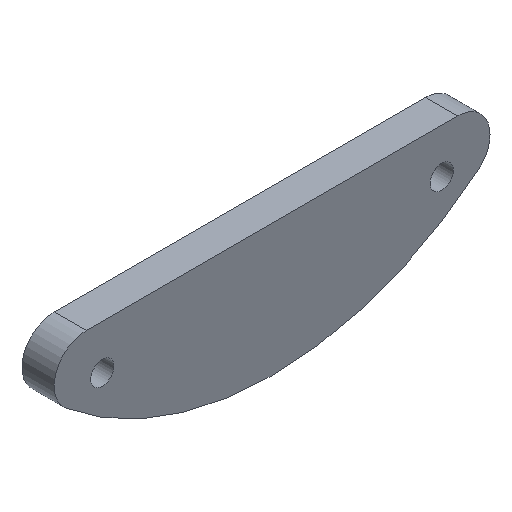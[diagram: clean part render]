
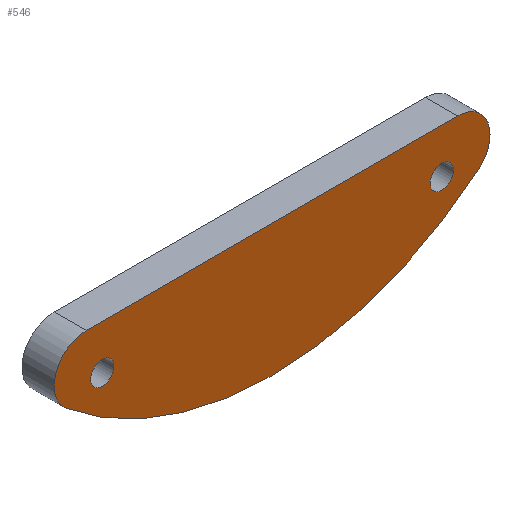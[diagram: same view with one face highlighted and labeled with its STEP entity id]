
A CAD part, isometric view. The second image highlights one B-rep face of the part: STEP entity #546.
In plain terms, the highlighted planar face has unit normal (0, -1, 0).
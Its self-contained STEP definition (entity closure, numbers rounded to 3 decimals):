
#24 = VERTEX_POINT('',#25);
#25 = CARTESIAN_POINT('',(-44.995,-7.,-12.362));
#32 = CYLINDRICAL_SURFACE('',#33,70.);
#33 = AXIS2_PLACEMENT_3D('',#34,#35,#36);
#34 = CARTESIAN_POINT('',(0.,0.,41.261));
#35 = DIRECTION('',(-0.,1.,0.));
#36 = DIRECTION('',(1.,0.,0.));
#44 = CYLINDRICAL_SURFACE('',#45,7.);
#45 = AXIS2_PLACEMENT_3D('',#46,#47,#48);
#46 = CARTESIAN_POINT('',(-40.496,0.,-7.));
#47 = DIRECTION('',(-0.,1.,0.));
#48 = DIRECTION('',(1.,0.,0.));
#56 = EDGE_CURVE('',#24,#57,#59,.T.);
#57 = VERTEX_POINT('',#58);
#58 = CARTESIAN_POINT('',(44.995,-7.,-12.362));
#59 = SURFACE_CURVE('',#60,(#65,#72),.PCURVE_S1.);
#60 = CIRCLE('',#61,70.);
#61 = AXIS2_PLACEMENT_3D('',#62,#63,#64);
#62 = CARTESIAN_POINT('',(0.,-7.,41.261));
#63 = DIRECTION('',(0.,-1.,0.));
#64 = DIRECTION('',(1.,0.,0.));
#65 = PCURVE('',#32,#66);
#66 = DEFINITIONAL_REPRESENTATION('',(#67),#71);
#67 = LINE('',#68,#69);
#68 = CARTESIAN_POINT('',(-0.,-7.));
#69 = VECTOR('',#70,1.);
#70 = DIRECTION('',(-1.,0.));
#71 = ( GEOMETRIC_REPRESENTATION_CONTEXT(2) 
PARAMETRIC_REPRESENTATION_CONTEXT() REPRESENTATION_CONTEXT('2D SPACE',''
  ) );
#72 = PCURVE('',#73,#78);
#73 = PLANE('',#74);
#74 = AXIS2_PLACEMENT_3D('',#75,#76,#77);
#75 = CARTESIAN_POINT('',(0.,-7.,-10.798));
#76 = DIRECTION('',(0.,1.,0.));
#77 = DIRECTION('',(0.,0.,1.));
#78 = DEFINITIONAL_REPRESENTATION('',(#79),#87);
#79 = ( BOUNDED_CURVE() B_SPLINE_CURVE(2,(#80,#81,#82,#83,#84,#85,#86),
.UNSPECIFIED.,.T.,.F.) B_SPLINE_CURVE_WITH_KNOTS((1,2,2,2,2,1),(
    -2.094,0.,2.094,4.189,6.283,
8.378),.UNSPECIFIED.) CURVE() GEOMETRIC_REPRESENTATION_ITEM() 
RATIONAL_B_SPLINE_CURVE((1.,0.5,1.,0.5,1.,0.5,1.)) REPRESENTATION_ITEM(
  '') );
#80 = CARTESIAN_POINT('',(52.059,70.));
#81 = CARTESIAN_POINT('',(173.303,70.));
#82 = CARTESIAN_POINT('',(112.681,-35.));
#83 = CARTESIAN_POINT('',(52.059,-140.));
#84 = CARTESIAN_POINT('',(-8.563,-35.));
#85 = CARTESIAN_POINT('',(-69.184,70.));
#86 = CARTESIAN_POINT('',(52.059,70.));
#87 = ( GEOMETRIC_REPRESENTATION_CONTEXT(2) 
PARAMETRIC_REPRESENTATION_CONTEXT() REPRESENTATION_CONTEXT('2D SPACE',''
  ) );
#105 = CYLINDRICAL_SURFACE('',#106,7.);
#106 = AXIS2_PLACEMENT_3D('',#107,#108,#109);
#107 = CARTESIAN_POINT('',(40.496,0.,-7.));
#108 = DIRECTION('',(-0.,1.,0.));
#109 = DIRECTION('',(1.,0.,0.));
#152 = EDGE_CURVE('',#57,#153,#155,.T.);
#153 = VERTEX_POINT('',#154);
#154 = CARTESIAN_POINT('',(40.496,-7.,0.));
#155 = SURFACE_CURVE('',#156,(#161,#168),.PCURVE_S1.);
#156 = CIRCLE('',#157,7.);
#157 = AXIS2_PLACEMENT_3D('',#158,#159,#160);
#158 = CARTESIAN_POINT('',(40.496,-7.,-7.));
#159 = DIRECTION('',(0.,-1.,0.));
#160 = DIRECTION('',(1.,0.,0.));
#161 = PCURVE('',#105,#162);
#162 = DEFINITIONAL_REPRESENTATION('',(#163),#167);
#163 = LINE('',#164,#165);
#164 = CARTESIAN_POINT('',(-0.,-7.));
#165 = VECTOR('',#166,1.);
#166 = DIRECTION('',(-1.,0.));
#167 = ( GEOMETRIC_REPRESENTATION_CONTEXT(2) 
PARAMETRIC_REPRESENTATION_CONTEXT() REPRESENTATION_CONTEXT('2D SPACE',''
  ) );
#168 = PCURVE('',#73,#169);
#169 = DEFINITIONAL_REPRESENTATION('',(#170),#178);
#170 = ( BOUNDED_CURVE() B_SPLINE_CURVE(2,(#171,#172,#173,#174,#175,#176
,#177),.UNSPECIFIED.,.T.,.F.) B_SPLINE_CURVE_WITH_KNOTS((1,2,2,2,2,1),(
    -2.094,0.,2.094,4.189,6.283,
8.378),.UNSPECIFIED.) CURVE() GEOMETRIC_REPRESENTATION_ITEM() 
RATIONAL_B_SPLINE_CURVE((1.,0.5,1.,0.5,1.,0.5,1.)) REPRESENTATION_ITEM(
  '') );
#171 = CARTESIAN_POINT('',(3.798,47.496));
#172 = CARTESIAN_POINT('',(15.923,47.496));
#173 = CARTESIAN_POINT('',(9.861,36.996));
#174 = CARTESIAN_POINT('',(3.798,26.496));
#175 = CARTESIAN_POINT('',(-2.264,36.996));
#176 = CARTESIAN_POINT('',(-8.326,47.496));
#177 = CARTESIAN_POINT('',(3.798,47.496));
#178 = ( GEOMETRIC_REPRESENTATION_CONTEXT(2) 
PARAMETRIC_REPRESENTATION_CONTEXT() REPRESENTATION_CONTEXT('2D SPACE',''
  ) );
#196 = PLANE('',#197);
#197 = AXIS2_PLACEMENT_3D('',#198,#199,#200);
#198 = CARTESIAN_POINT('',(-40.496,-0.,0.));
#199 = DIRECTION('',(-0.,0.,1.));
#200 = DIRECTION('',(1.,0.,0.));
#240 = VERTEX_POINT('',#241);
#241 = CARTESIAN_POINT('',(-40.496,-7.,0.));
#262 = EDGE_CURVE('',#240,#153,#263,.T.);
#263 = SURFACE_CURVE('',#264,(#268,#275),.PCURVE_S1.);
#264 = LINE('',#265,#266);
#265 = CARTESIAN_POINT('',(-40.496,-7.,0.));
#266 = VECTOR('',#267,1.);
#267 = DIRECTION('',(1.,0.,0.));
#268 = PCURVE('',#196,#269);
#269 = DEFINITIONAL_REPRESENTATION('',(#270),#274);
#270 = LINE('',#271,#272);
#271 = CARTESIAN_POINT('',(0.,-7.));
#272 = VECTOR('',#273,1.);
#273 = DIRECTION('',(1.,0.));
#274 = ( GEOMETRIC_REPRESENTATION_CONTEXT(2) 
PARAMETRIC_REPRESENTATION_CONTEXT() REPRESENTATION_CONTEXT('2D SPACE',''
  ) );
#275 = PCURVE('',#73,#276);
#276 = DEFINITIONAL_REPRESENTATION('',(#277),#281);
#277 = LINE('',#278,#279);
#278 = CARTESIAN_POINT('',(10.798,-40.496));
#279 = VECTOR('',#280,1.);
#280 = DIRECTION('',(0.,1.));
#281 = ( GEOMETRIC_REPRESENTATION_CONTEXT(2) 
PARAMETRIC_REPRESENTATION_CONTEXT() REPRESENTATION_CONTEXT('2D SPACE',''
  ) );
#309 = EDGE_CURVE('',#240,#24,#310,.T.);
#310 = SURFACE_CURVE('',#311,(#316,#323),.PCURVE_S1.);
#311 = CIRCLE('',#312,7.);
#312 = AXIS2_PLACEMENT_3D('',#313,#314,#315);
#313 = CARTESIAN_POINT('',(-40.496,-7.,-7.));
#314 = DIRECTION('',(0.,-1.,0.));
#315 = DIRECTION('',(1.,0.,0.));
#316 = PCURVE('',#44,#317);
#317 = DEFINITIONAL_REPRESENTATION('',(#318),#322);
#318 = LINE('',#319,#320);
#319 = CARTESIAN_POINT('',(-0.,-7.));
#320 = VECTOR('',#321,1.);
#321 = DIRECTION('',(-1.,0.));
#322 = ( GEOMETRIC_REPRESENTATION_CONTEXT(2) 
PARAMETRIC_REPRESENTATION_CONTEXT() REPRESENTATION_CONTEXT('2D SPACE',''
  ) );
#323 = PCURVE('',#73,#324);
#324 = DEFINITIONAL_REPRESENTATION('',(#325),#333);
#325 = ( BOUNDED_CURVE() B_SPLINE_CURVE(2,(#326,#327,#328,#329,#330,#331
,#332),.UNSPECIFIED.,.T.,.F.) B_SPLINE_CURVE_WITH_KNOTS((1,2,2,2,2,1),(
    -2.094,0.,2.094,4.189,6.283,
8.378),.UNSPECIFIED.) CURVE() GEOMETRIC_REPRESENTATION_ITEM() 
RATIONAL_B_SPLINE_CURVE((1.,0.5,1.,0.5,1.,0.5,1.)) REPRESENTATION_ITEM(
  '') );
#326 = CARTESIAN_POINT('',(3.798,-33.496));
#327 = CARTESIAN_POINT('',(15.923,-33.496));
#328 = CARTESIAN_POINT('',(9.861,-43.996));
#329 = CARTESIAN_POINT('',(3.798,-54.496));
#330 = CARTESIAN_POINT('',(-2.264,-43.996));
#331 = CARTESIAN_POINT('',(-8.326,-33.496));
#332 = CARTESIAN_POINT('',(3.798,-33.496));
#333 = ( GEOMETRIC_REPRESENTATION_CONTEXT(2) 
PARAMETRIC_REPRESENTATION_CONTEXT() REPRESENTATION_CONTEXT('2D SPACE',''
  ) );
#368 = VERTEX_POINT('',#369);
#369 = CARTESIAN_POINT('',(39.55,-7.,-9.729));
#376 = CYLINDRICAL_SURFACE('',#377,2.55);
#377 = AXIS2_PLACEMENT_3D('',#378,#379,#380);
#378 = CARTESIAN_POINT('',(37.,0.,-9.729));
#379 = DIRECTION('',(-0.,1.,0.));
#380 = DIRECTION('',(1.,0.,0.));
#395 = EDGE_CURVE('',#368,#368,#396,.T.);
#396 = SURFACE_CURVE('',#397,(#402,#409),.PCURVE_S1.);
#397 = CIRCLE('',#398,2.55);
#398 = AXIS2_PLACEMENT_3D('',#399,#400,#401);
#399 = CARTESIAN_POINT('',(37.,-7.,-9.729));
#400 = DIRECTION('',(0.,-1.,0.));
#401 = DIRECTION('',(1.,0.,0.));
#402 = PCURVE('',#376,#403);
#403 = DEFINITIONAL_REPRESENTATION('',(#404),#408);
#404 = LINE('',#405,#406);
#405 = CARTESIAN_POINT('',(-0.,-7.));
#406 = VECTOR('',#407,1.);
#407 = DIRECTION('',(-1.,0.));
#408 = ( GEOMETRIC_REPRESENTATION_CONTEXT(2) 
PARAMETRIC_REPRESENTATION_CONTEXT() REPRESENTATION_CONTEXT('2D SPACE',''
  ) );
#409 = PCURVE('',#73,#410);
#410 = DEFINITIONAL_REPRESENTATION('',(#411),#419);
#411 = ( BOUNDED_CURVE() B_SPLINE_CURVE(2,(#412,#413,#414,#415,#416,#417
,#418),.UNSPECIFIED.,.T.,.F.) B_SPLINE_CURVE_WITH_KNOTS((1,2,2,2,2,1),(
    -2.094,0.,2.094,4.189,6.283,
8.378),.UNSPECIFIED.) CURVE() GEOMETRIC_REPRESENTATION_ITEM() 
RATIONAL_B_SPLINE_CURVE((1.,0.5,1.,0.5,1.,0.5,1.)) REPRESENTATION_ITEM(
  '') );
#412 = CARTESIAN_POINT('',(1.069,39.55));
#413 = CARTESIAN_POINT('',(5.486,39.55));
#414 = CARTESIAN_POINT('',(3.277,35.725));
#415 = CARTESIAN_POINT('',(1.069,31.9));
#416 = CARTESIAN_POINT('',(-1.139,35.725));
#417 = CARTESIAN_POINT('',(-3.348,39.55));
#418 = CARTESIAN_POINT('',(1.069,39.55));
#419 = ( GEOMETRIC_REPRESENTATION_CONTEXT(2) 
PARAMETRIC_REPRESENTATION_CONTEXT() REPRESENTATION_CONTEXT('2D SPACE',''
  ) );
#454 = VERTEX_POINT('',#455);
#455 = CARTESIAN_POINT('',(-34.45,-7.,-9.729));
#462 = CYLINDRICAL_SURFACE('',#463,2.55);
#463 = AXIS2_PLACEMENT_3D('',#464,#465,#466);
#464 = CARTESIAN_POINT('',(-37.,0.,-9.729));
#465 = DIRECTION('',(-0.,1.,0.));
#466 = DIRECTION('',(1.,0.,0.));
#481 = EDGE_CURVE('',#454,#454,#482,.T.);
#482 = SURFACE_CURVE('',#483,(#488,#495),.PCURVE_S1.);
#483 = CIRCLE('',#484,2.55);
#484 = AXIS2_PLACEMENT_3D('',#485,#486,#487);
#485 = CARTESIAN_POINT('',(-37.,-7.,-9.729));
#486 = DIRECTION('',(0.,-1.,0.));
#487 = DIRECTION('',(1.,0.,0.));
#488 = PCURVE('',#462,#489);
#489 = DEFINITIONAL_REPRESENTATION('',(#490),#494);
#490 = LINE('',#491,#492);
#491 = CARTESIAN_POINT('',(-0.,-7.));
#492 = VECTOR('',#493,1.);
#493 = DIRECTION('',(-1.,0.));
#494 = ( GEOMETRIC_REPRESENTATION_CONTEXT(2) 
PARAMETRIC_REPRESENTATION_CONTEXT() REPRESENTATION_CONTEXT('2D SPACE',''
  ) );
#495 = PCURVE('',#73,#496);
#496 = DEFINITIONAL_REPRESENTATION('',(#497),#505);
#497 = ( BOUNDED_CURVE() B_SPLINE_CURVE(2,(#498,#499,#500,#501,#502,#503
,#504),.UNSPECIFIED.,.T.,.F.) B_SPLINE_CURVE_WITH_KNOTS((1,2,2,2,2,1),(
    -2.094,0.,2.094,4.189,6.283,
8.378),.UNSPECIFIED.) CURVE() GEOMETRIC_REPRESENTATION_ITEM() 
RATIONAL_B_SPLINE_CURVE((1.,0.5,1.,0.5,1.,0.5,1.)) REPRESENTATION_ITEM(
  '') );
#498 = CARTESIAN_POINT('',(1.069,-34.45));
#499 = CARTESIAN_POINT('',(5.486,-34.45));
#500 = CARTESIAN_POINT('',(3.277,-38.275));
#501 = CARTESIAN_POINT('',(1.069,-42.1));
#502 = CARTESIAN_POINT('',(-1.139,-38.275));
#503 = CARTESIAN_POINT('',(-3.348,-34.45));
#504 = CARTESIAN_POINT('',(1.069,-34.45));
#505 = ( GEOMETRIC_REPRESENTATION_CONTEXT(2) 
PARAMETRIC_REPRESENTATION_CONTEXT() REPRESENTATION_CONTEXT('2D SPACE',''
  ) );
#546 = ADVANCED_FACE('',(#547,#553,#556),#73,.F.);
#547 = FACE_BOUND('',#548,.T.);
#548 = EDGE_LOOP('',(#549,#550,#551,#552));
#549 = ORIENTED_EDGE('',*,*,#56,.T.);
#550 = ORIENTED_EDGE('',*,*,#152,.T.);
#551 = ORIENTED_EDGE('',*,*,#262,.F.);
#552 = ORIENTED_EDGE('',*,*,#309,.T.);
#553 = FACE_BOUND('',#554,.F.);
#554 = EDGE_LOOP('',(#555));
#555 = ORIENTED_EDGE('',*,*,#395,.T.);
#556 = FACE_BOUND('',#557,.F.);
#557 = EDGE_LOOP('',(#558));
#558 = ORIENTED_EDGE('',*,*,#481,.T.);
